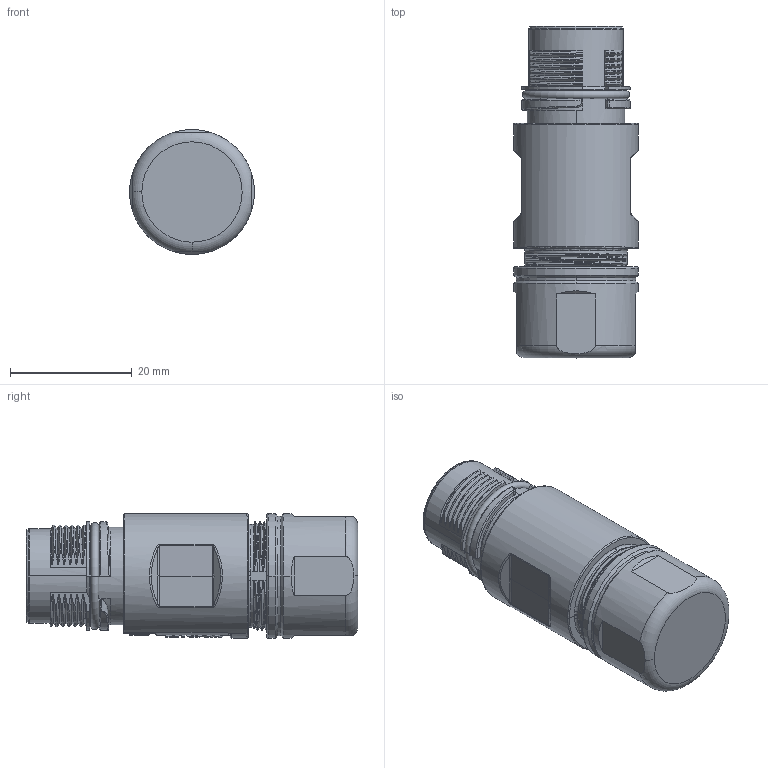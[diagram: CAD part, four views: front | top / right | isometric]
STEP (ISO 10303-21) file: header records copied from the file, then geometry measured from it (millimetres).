
FILE_DESCRIPTION((''),'2;1');
FILE_NAME('M17-XXX-CCT-DXX-SH_SW0002','2023-12-15T',('zh.su'),(''),'PRO/ENGINEER BY PARAMETRIC TECHNOLOGY CORPORATION, 2012480','PRO/ENGINEER BY PARAMETRIC TECHNOLOGY CORPORATION, 2012480','');
FILE_SCHEMA(('CONFIG_CONTROL_DESIGN'));
Length unit declared in the file: millimetre
Products named in the file (1): M17-XXX-CCT-DXX-SH_SW0002
Bounding box: 20.5 x 54.55 x 20.5 mm (x, y, z)
Volume: 13838.2 mm3; surface area: 6206.7 mm2
Topology: 1 solids, 1 shells, 649 faces, 1703 edges, 1076 vertices
Faces by surface type: plane 210, cylinder 191, bspline 156, torus 44, cone 34, sphere 14
Entity records: 29226 total; most frequent: CARTESIAN_POINT 14467, ORIENTED_EDGE 3392, DIRECTION 2601, EDGE_CURVE 1696, VERTEX_POINT 1076, AXIS2_PLACEMENT_3D 963, EDGE_LOOP 684, VECTOR 675
